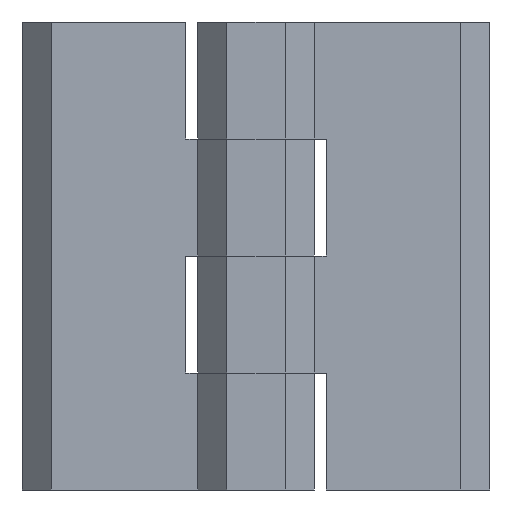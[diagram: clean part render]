
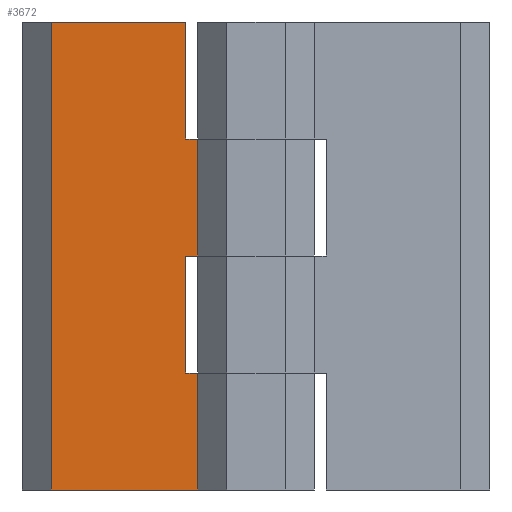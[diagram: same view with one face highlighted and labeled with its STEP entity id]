
A CAD part, front view. The second image highlights one B-rep face of the part: STEP entity #3672.
In plain terms, the highlighted free-form (B-spline) face has degree [1, 1] with [2, 2] control points.
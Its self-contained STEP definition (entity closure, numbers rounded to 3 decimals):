
#3174=CARTESIAN_POINT('',(-6.0,0.2,10.0));
#3175=VERTEX_POINT('',#3174);
#3183=CARTESIAN_POINT('',(-5.0,0.2,10.0));
#3184=VERTEX_POINT('',#3183);
#3185=CARTESIAN_POINT('',(-5.0,0.2,10.0));
#3186=CARTESIAN_POINT('',(-6.0,0.2,10.0));
#3187=QUASI_UNIFORM_CURVE('',1,(#3185,#3186),.UNSPECIFIED.,.F.,.U.);
#3188=EDGE_CURVE('',#3184,#3175,#3187,.T.);
#3304=CARTESIAN_POINT('',(-5.0,0.2,20.0));
#3305=VERTEX_POINT('',#3304);
#3311=CARTESIAN_POINT('',(-6.0,0.2,20.0));
#3312=VERTEX_POINT('',#3311);
#3313=CARTESIAN_POINT('',(-6.0,0.2,20.0));
#3314=CARTESIAN_POINT('',(-5.0,0.2,20.0));
#3315=QUASI_UNIFORM_CURVE('',1,(#3313,#3314),.UNSPECIFIED.,.F.,.U.);
#3316=EDGE_CURVE('',#3312,#3305,#3315,.T.);
#3344=CARTESIAN_POINT('',(-6.0,0.2,30.0));
#3345=VERTEX_POINT('',#3344);
#3353=CARTESIAN_POINT('',(-5.0,0.2,30.0));
#3354=VERTEX_POINT('',#3353);
#3355=CARTESIAN_POINT('',(-5.0,0.2,30.0));
#3356=CARTESIAN_POINT('',(-6.0,0.2,30.0));
#3357=QUASI_UNIFORM_CURVE('',1,(#3355,#3356),.UNSPECIFIED.,.F.,.U.);
#3358=EDGE_CURVE('',#3354,#3345,#3357,.T.);
#3495=CARTESIAN_POINT('',(-5.0,0.2,0.0));
#3496=VERTEX_POINT('',#3495);
#3502=CARTESIAN_POINT('',(-17.5,0.2,0.0));
#3503=VERTEX_POINT('',#3502);
#3504=CARTESIAN_POINT('',(-5.0,0.2,0.0));
#3505=CARTESIAN_POINT('',(-17.5,0.2,0.0));
#3506=QUASI_UNIFORM_CURVE('',1,(#3504,#3505),.UNSPECIFIED.,.F.,.U.);
#3507=EDGE_CURVE('',#3496,#3503,#3506,.T.);
#3564=CARTESIAN_POINT('',(-17.5,0.2,40.0));
#3565=VERTEX_POINT('',#3564);
#3566=CARTESIAN_POINT('',(-17.5,0.2,40.0));
#3567=CARTESIAN_POINT('',(-17.5,0.2,0.0));
#3568=QUASI_UNIFORM_CURVE('',1,(#3566,#3567),.UNSPECIFIED.,.F.,.U.);
#3569=EDGE_CURVE('',#3565,#3503,#3568,.T.);
#3593=CARTESIAN_POINT('',(-6.0,0.2,40.0));
#3594=VERTEX_POINT('',#3593);
#3600=CARTESIAN_POINT('',(-6.0,0.2,30.0));
#3601=CARTESIAN_POINT('',(-6.0,0.2,40.0));
#3602=QUASI_UNIFORM_CURVE('',1,(#3600,#3601),.UNSPECIFIED.,.F.,.U.);
#3603=EDGE_CURVE('',#3345,#3594,#3602,.T.);
#3612=CARTESIAN_POINT('',(-6.0,0.2,10.0));
#3613=CARTESIAN_POINT('',(-6.0,0.2,20.0));
#3614=QUASI_UNIFORM_CURVE('',1,(#3612,#3613),.UNSPECIFIED.,.F.,.U.);
#3615=EDGE_CURVE('',#3175,#3312,#3614,.T.);
#3631=CARTESIAN_POINT('',(-6.0,0.2,40.0));
#3632=CARTESIAN_POINT('',(-17.5,0.2,40.0));
#3633=QUASI_UNIFORM_CURVE('',1,(#3631,#3632),.UNSPECIFIED.,.F.,.U.);
#3634=EDGE_CURVE('',#3594,#3565,#3633,.T.);
#3647=CARTESIAN_POINT('',(-18.124,0.2,41.998));
#3648=CARTESIAN_POINT('',(-18.124,0.2,-1.998));
#3649=CARTESIAN_POINT('',(-4.376,0.2,41.998));
#3650=CARTESIAN_POINT('',(-4.376,0.2,-1.998));
#3651=B_SPLINE_SURFACE_WITH_KNOTS('',1,1,((#3647,#3649),(#3648,#3650)),.UNSPECIFIED.,.F.,.F.,.U.,(2,2),(2,2),(0.0,43.996),(0.0,13.749),.UNSPECIFIED.);
#3652=ORIENTED_EDGE('',*,*,#3358,.T.);
#3653=ORIENTED_EDGE('',*,*,#3603,.T.);
#3654=ORIENTED_EDGE('',*,*,#3634,.T.);
#3655=ORIENTED_EDGE('',*,*,#3569,.T.);
#3656=ORIENTED_EDGE('',*,*,#3507,.F.);
#3657=CARTESIAN_POINT('',(-5.0,0.2,10.0));
#3658=CARTESIAN_POINT('',(-5.0,0.2,0.0));
#3659=QUASI_UNIFORM_CURVE('',1,(#3657,#3658),.UNSPECIFIED.,.F.,.U.);
#3660=EDGE_CURVE('',#3184,#3496,#3659,.T.);
#3661=ORIENTED_EDGE('',*,*,#3660,.F.);
#3662=ORIENTED_EDGE('',*,*,#3188,.T.);
#3663=ORIENTED_EDGE('',*,*,#3615,.T.);
#3664=ORIENTED_EDGE('',*,*,#3316,.T.);
#3665=CARTESIAN_POINT('',(-5.0,0.2,30.0));
#3666=CARTESIAN_POINT('',(-5.0,0.2,20.0));
#3667=QUASI_UNIFORM_CURVE('',1,(#3665,#3666),.UNSPECIFIED.,.F.,.U.);
#3668=EDGE_CURVE('',#3354,#3305,#3667,.T.);
#3669=ORIENTED_EDGE('',*,*,#3668,.F.);
#3670=EDGE_LOOP('',(#3652,#3653,#3654,#3655,#3656,#3661,#3662,#3663,#3664,#3669));
#3671=FACE_OUTER_BOUND('',#3670,.T.);
#3672=ADVANCED_FACE('',(#3671),#3651,.T.);
